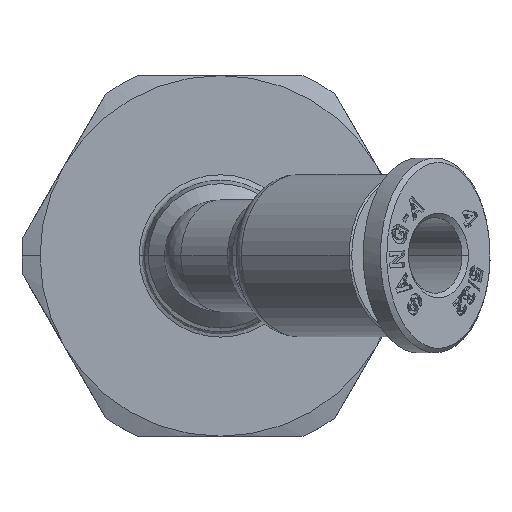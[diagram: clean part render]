
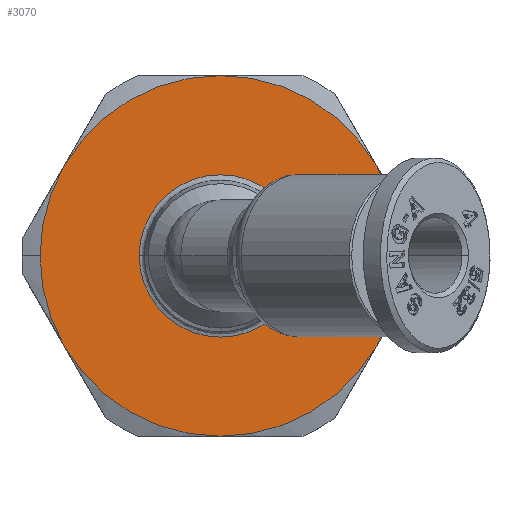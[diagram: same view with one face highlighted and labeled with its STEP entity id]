
A CAD part, top view. The second image highlights one B-rep face of the part: STEP entity #3070.
In plain terms, the highlighted planar face has unit normal (0, 0, 1).
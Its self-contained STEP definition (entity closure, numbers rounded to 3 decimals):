
#1688=CARTESIAN_POINT('',(3.831,0.,-0.879));
#1689=VERTEX_POINT('',#1688);
#1698=CARTESIAN_POINT('',(-5.171,0.,-0.879));
#1699=VERTEX_POINT('',#1698);
#1707=CARTESIAN_POINT('',(-0.67,0.,-0.879));
#1708=DIRECTION('',(0.0,0.0,1.0));
#1709=DIRECTION('',(-1.0,0.0,0.0));
#1710=AXIS2_PLACEMENT_3D('',#1707,#1708,#1709);
#1711=CIRCLE('',#1710,4.501);
#1712=EDGE_CURVE('',#1699,#1689,#1711,.T.);
#1977=CARTESIAN_POINT('',(9.33,0.,-0.879));
#1978=VERTEX_POINT('',#1977);
#1994=CARTESIAN_POINT('',(7.99,5.,-0.879));
#1995=VERTEX_POINT('',#1994);
#2009=CARTESIAN_POINT('',(-0.67,0.,-0.879));
#2010=DIRECTION('',(0.0,0.0,1.0));
#2011=DIRECTION('',(1.0,0.0,0.0));
#2012=AXIS2_PLACEMENT_3D('',#2009,#2010,#2011);
#2013=CIRCLE('',#2012,10.);
#2014=EDGE_CURVE('',#1978,#1995,#2013,.T.);
#2024=CARTESIAN_POINT('',(-10.67,0.,-0.879));
#2025=VERTEX_POINT('',#2024);
#2034=CARTESIAN_POINT('',(-9.331,5.,-0.879));
#2035=VERTEX_POINT('',#2034);
#2036=CARTESIAN_POINT('',(-0.67,0.,-0.879));
#2037=DIRECTION('',(0.0,0.0,1.0));
#2038=DIRECTION('',(1.0,0.0,0.0));
#2039=AXIS2_PLACEMENT_3D('',#2036,#2037,#2038);
#2040=CIRCLE('',#2039,10.);
#2041=EDGE_CURVE('',#2035,#2025,#2040,.T.);
#2352=CARTESIAN_POINT('',(-0.67,10.,-0.879));
#2353=VERTEX_POINT('',#2352);
#2367=CARTESIAN_POINT('',(-0.67,0.,-0.879));
#2368=DIRECTION('',(0.0,0.0,1.0));
#2369=DIRECTION('',(1.0,0.0,0.0));
#2370=AXIS2_PLACEMENT_3D('',#2367,#2368,#2369);
#2371=CIRCLE('',#2370,10.);
#2372=EDGE_CURVE('',#1995,#2353,#2371,.T.);
#2469=CARTESIAN_POINT('',(-0.67,0.,-0.879));
#2470=DIRECTION('',(0.0,0.0,1.0));
#2471=DIRECTION('',(1.0,0.0,0.0));
#2472=AXIS2_PLACEMENT_3D('',#2469,#2470,#2471);
#2473=CIRCLE('',#2472,10.);
#2474=EDGE_CURVE('',#2353,#2035,#2473,.T.);
#2487=CARTESIAN_POINT('',(-9.331,-5.,-0.879));
#2488=VERTEX_POINT('',#2487);
#2502=CARTESIAN_POINT('',(-0.67,0.,-0.879));
#2503=DIRECTION('',(0.0,0.0,1.0));
#2504=DIRECTION('',(1.0,0.0,0.0));
#2505=AXIS2_PLACEMENT_3D('',#2502,#2503,#2504);
#2506=CIRCLE('',#2505,10.);
#2507=EDGE_CURVE('',#2025,#2488,#2506,.T.);
#2552=CARTESIAN_POINT('',(-0.67,-10.,-0.879));
#2553=VERTEX_POINT('',#2552);
#2567=CARTESIAN_POINT('',(-0.67,0.,-0.879));
#2568=DIRECTION('',(0.0,0.0,1.0));
#2569=DIRECTION('',(1.0,0.0,0.0));
#2570=AXIS2_PLACEMENT_3D('',#2567,#2568,#2569);
#2571=CIRCLE('',#2570,10.);
#2572=EDGE_CURVE('',#2488,#2553,#2571,.T.);
#2644=CARTESIAN_POINT('',(7.99,-5.,-0.879));
#2645=VERTEX_POINT('',#2644);
#2659=CARTESIAN_POINT('',(-0.67,0.,-0.879));
#2660=DIRECTION('',(0.0,0.0,1.0));
#2661=DIRECTION('',(1.0,0.0,0.0));
#2662=AXIS2_PLACEMENT_3D('',#2659,#2660,#2661);
#2663=CIRCLE('',#2662,10.);
#2664=EDGE_CURVE('',#2553,#2645,#2663,.T.);
#2796=CARTESIAN_POINT('',(-0.67,0.,-0.879));
#2797=DIRECTION('',(0.0,0.0,1.0));
#2798=DIRECTION('',(1.0,0.0,0.0));
#2799=AXIS2_PLACEMENT_3D('',#2796,#2797,#2798);
#2800=CIRCLE('',#2799,10.);
#2801=EDGE_CURVE('',#2645,#1978,#2800,.T.);
#3015=CARTESIAN_POINT('',(-0.67,0.,-0.879));
#3016=DIRECTION('',(0.0,0.0,1.0));
#3017=DIRECTION('',(-1.0,0.0,0.0));
#3018=AXIS2_PLACEMENT_3D('',#3015,#3016,#3017);
#3019=CIRCLE('',#3018,4.501);
#3020=EDGE_CURVE('',#1689,#1699,#3019,.T.);
#3051=CARTESIAN_POINT('',(-0.67,0.,-0.879));
#3052=DIRECTION('',(0.0,0.0,-1.0));
#3053=DIRECTION('',(-1.0,0.0,0.0));
#3054=AXIS2_PLACEMENT_3D('',#3051,#3052,#3053);
#3055=PLANE('',#3054);
#3056=ORIENTED_EDGE('',*,*,#2041,.T.);
#3057=ORIENTED_EDGE('',*,*,#2507,.T.);
#3058=ORIENTED_EDGE('',*,*,#2572,.T.);
#3059=ORIENTED_EDGE('',*,*,#2664,.T.);
#3060=ORIENTED_EDGE('',*,*,#2801,.T.);
#3061=ORIENTED_EDGE('',*,*,#2014,.T.);
#3062=ORIENTED_EDGE('',*,*,#2372,.T.);
#3063=ORIENTED_EDGE('',*,*,#2474,.T.);
#3064=EDGE_LOOP('',(#3056,#3057,#3058,#3059,#3060,#3061,#3062,#3063));
#3065=FACE_OUTER_BOUND('',#3064,.T.);
#3066=ORIENTED_EDGE('',*,*,#3020,.F.);
#3067=ORIENTED_EDGE('',*,*,#1712,.F.);
#3068=EDGE_LOOP('',(#3066,#3067));
#3069=FACE_BOUND('',#3068,.T.);
#3070=ADVANCED_FACE('',(#3065,#3069),#3055,.F.);
